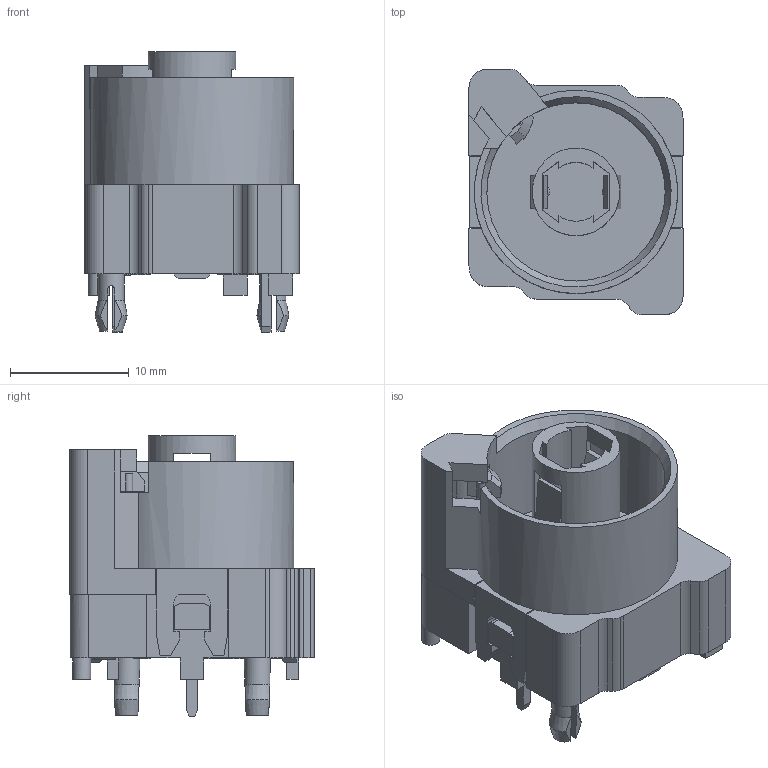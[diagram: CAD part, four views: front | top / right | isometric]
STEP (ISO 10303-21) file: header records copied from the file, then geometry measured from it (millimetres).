
FILE_DESCRIPTION(/* description */ (''),/* implementation_level */ '2;1');
FILE_NAME(/* name */ 'CLP_485.stp',/* time_stamp */ '2016-04-14T14:40:05+02:00',/* author */ ('mharscher'),/* organization */ (''),/* preprocessor_version */ 'ST-DEVELOPER v15.2',/* originating_system */ 'Autodesk Inventor 2014',/* authorisation */ '');
FILE_SCHEMA (('CONFIG_CONTROL_DESIGN'));
Length unit declared in the file: centimetre
Products named in the file (1): CLP_485
Bounding box: 18 x 20.6 x 23.62 mm (x, y, z)
Volume: 3280.5 mm3; surface area: 3287.9 mm2
Topology: 1 solids, 1 shells, 473 faces, 1329 edges, 881 vertices
Faces by surface type: plane 397, cylinder 59, cone 13, sphere 4
Full cylindrical faces by diameter (mm): 1.509 x1, 2.2 x2, 3 x2, 3.15 x1, 3.6 x1, 7.37 x1, 15 x1
Entity records: 15023 total; most frequent: CARTESIAN_POINT 2823, ORIENTED_EDGE 2614, DIRECTION 2382, EDGE_CURVE 1307, LINE 1110, VECTOR 1110, VERTEX_POINT 870, AXIS2_PLACEMENT_3D 636
